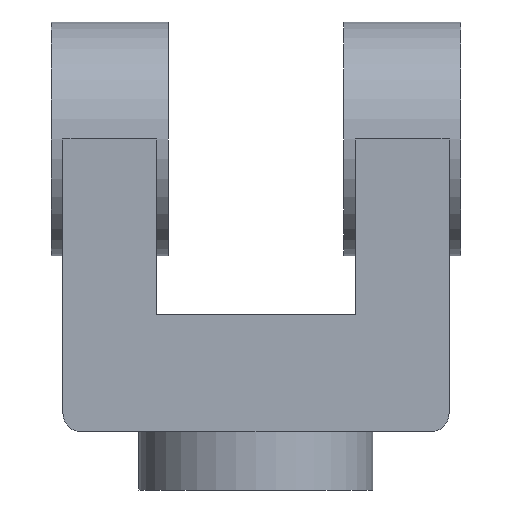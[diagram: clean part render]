
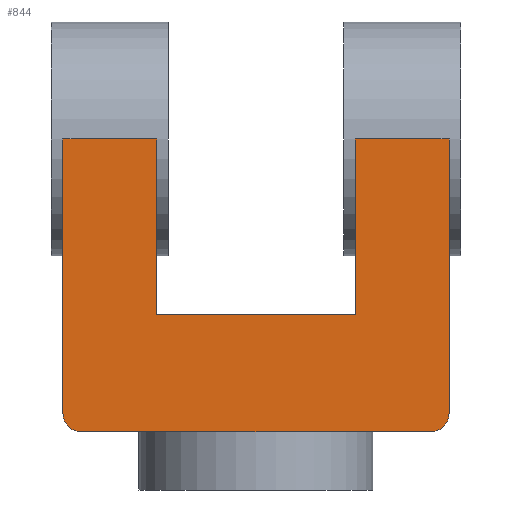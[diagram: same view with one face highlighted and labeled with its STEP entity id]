
A CAD part, front view. The second image highlights one B-rep face of the part: STEP entity #844.
In plain terms, the highlighted planar face has unit normal (0, -1, 0).
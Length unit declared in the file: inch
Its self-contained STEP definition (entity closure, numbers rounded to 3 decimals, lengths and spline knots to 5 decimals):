
#15 = CARTESIAN_POINT ( 'NONE',  ( 0.425, -0.5, 1.5 ) ) ;
#18 = PLANE ( 'NONE',  #1173 ) ;
#22 = VERTEX_POINT ( 'NONE', #946 ) ;
#41 = EDGE_CURVE ( 'NONE', #22, #1413, #1042, .T. ) ;
#53 = CARTESIAN_POINT ( 'NONE',  ( 0., -0.5, 0.25 ) ) ;
#55 = LINE ( 'NONE', #1215, #1451 ) ;
#65 = VERTEX_POINT ( 'NONE', #372 ) ;
#85 = ORIENTED_EDGE ( 'NONE', *, *, #693, .T. ) ;
#86 = CARTESIAN_POINT ( 'NONE',  ( -0.425, -0.5, 1.5 ) ) ;
#93 = CARTESIAN_POINT ( 'NONE',  ( -0.825, -0.5, 1.5 ) ) ;
#126 = EDGE_CURVE ( 'NONE', #1413, #65, #494, .T. ) ;
#132 = CIRCLE ( 'NONE', #831, 0.075 ) ;
#147 = VECTOR ( 'NONE', #1446, 39.37008 ) ;
#216 = CARTESIAN_POINT ( 'NONE',  ( -0.825, -0.5, 0.325 ) ) ;
#219 = EDGE_CURVE ( 'NONE', #302, #65, #55, .T. ) ;
#250 = ORIENTED_EDGE ( 'NONE', *, *, #377, .T. ) ;
#277 = AXIS2_PLACEMENT_3D ( 'NONE', #1111, #881, #764 ) ;
#296 = EDGE_CURVE ( 'NONE', #302, #665, #1143, .T. ) ;
#302 = VERTEX_POINT ( 'NONE', #511 ) ;
#372 = CARTESIAN_POINT ( 'NONE',  ( 0.425, -0.5, 1.5 ) ) ;
#375 = ORIENTED_EDGE ( 'NONE', *, *, #126, .F. ) ;
#377 = EDGE_CURVE ( 'NONE', #1186, #665, #638, .T. ) ;
#378 = VERTEX_POINT ( 'NONE', #1320 ) ;
#401 = DIRECTION ( 'NONE',  ( 0., 1., 0. ) ) ;
#412 = DIRECTION ( 'NONE',  ( 1., 0., 0. ) ) ;
#458 = LINE ( 'NONE', #86, #147 ) ;
#463 = CARTESIAN_POINT ( 'NONE',  ( -0.75, -0.5, 0.325 ) ) ;
#483 = ORIENTED_EDGE ( 'NONE', *, *, #607, .F. ) ;
#486 = CARTESIAN_POINT ( 'NONE',  ( -0.375, -0.5, 0.75 ) ) ;
#491 = VECTOR ( 'NONE', #1228, 39.37008 ) ;
#493 = EDGE_CURVE ( 'NONE', #378, #857, #962, .T. ) ;
#494 = LINE ( 'NONE', #15, #606 ) ;
#511 = CARTESIAN_POINT ( 'NONE',  ( 0.825, -0.5, 1.5 ) ) ;
#513 = LINE ( 'NONE', #650, #679 ) ;
#521 = VERTEX_POINT ( 'NONE', #53 ) ;
#530 = EDGE_CURVE ( 'NONE', #1186, #521, #513, .T. ) ;
#559 = ORIENTED_EDGE ( 'NONE', *, *, #530, .F. ) ;
#581 = DIRECTION ( 'NONE',  ( 0., 0., 1. ) ) ;
#590 = LINE ( 'NONE', #93, #1259 ) ;
#606 = VECTOR ( 'NONE', #684, 39.37008 ) ;
#607 = EDGE_CURVE ( 'NONE', #521, #1216, #1426, .T. ) ;
#626 = CARTESIAN_POINT ( 'NONE',  ( 0.825, -0.5, 1.5 ) ) ;
#636 = DIRECTION ( 'NONE',  ( 0., 0., -1. ) ) ;
#638 = CIRCLE ( 'NONE', #277, 0.075 ) ;
#650 = CARTESIAN_POINT ( 'NONE',  ( 0.875, -0.5, 0.25 ) ) ;
#665 = VERTEX_POINT ( 'NONE', #1141 ) ;
#670 = ORIENTED_EDGE ( 'NONE', *, *, #1016, .T. ) ;
#679 = VECTOR ( 'NONE', #1112, 39.37008 ) ;
#684 = DIRECTION ( 'NONE',  ( 0., 0., 1. ) ) ;
#693 = EDGE_CURVE ( 'NONE', #1379, #1216, #132, .T. ) ;
#699 = CARTESIAN_POINT ( 'NONE',  ( 0.425, -0.5, 0.75 ) ) ;
#732 = EDGE_LOOP ( 'NONE', ( #1377, #85, #483, #559, #250, #949, #1165, #375, #1438, #670, #1308 ) ) ;
#756 = EDGE_CURVE ( 'NONE', #857, #1379, #590, .T. ) ;
#764 = DIRECTION ( 'NONE',  ( 0., 0., 1. ) ) ;
#800 = DIRECTION ( 'NONE',  ( -1., 0., 0. ) ) ;
#831 = AXIS2_PLACEMENT_3D ( 'NONE', #463, #1256, #581 ) ;
#842 = FACE_OUTER_BOUND ( 'NONE', #732, .T. ) ;
#844 = ADVANCED_FACE ( 'NONE', ( #842 ), #18, .F. ) ;
#857 = VERTEX_POINT ( 'NONE', #863 ) ;
#863 = CARTESIAN_POINT ( 'NONE',  ( -0.825, -0.5, 1.5 ) ) ;
#881 = DIRECTION ( 'NONE',  ( 0., -1., 0. ) ) ;
#890 = CARTESIAN_POINT ( 'NONE',  ( 0.875, -0.5, 0.25 ) ) ;
#896 = CARTESIAN_POINT ( 'NONE',  ( 0.75, -0.5, 0.25 ) ) ;
#946 = CARTESIAN_POINT ( 'NONE',  ( -0.425, -0.5, 0.75 ) ) ;
#949 = ORIENTED_EDGE ( 'NONE', *, *, #296, .F. ) ;
#962 = LINE ( 'NONE', #1307, #1429 ) ;
#1016 = EDGE_CURVE ( 'NONE', #22, #378, #458, .T. ) ;
#1042 = LINE ( 'NONE', #486, #1337 ) ;
#1084 = CARTESIAN_POINT ( 'NONE',  ( 0.875, -0.5, 1.5 ) ) ;
#1111 = CARTESIAN_POINT ( 'NONE',  ( 0.75, -0.5, 0.325 ) ) ;
#1112 = DIRECTION ( 'NONE',  ( -1., 0., 0. ) ) ;
#1141 = CARTESIAN_POINT ( 'NONE',  ( 0.825, -0.5, 0.325 ) ) ;
#1143 = LINE ( 'NONE', #626, #1274 ) ;
#1165 = ORIENTED_EDGE ( 'NONE', *, *, #219, .T. ) ;
#1173 = AXIS2_PLACEMENT_3D ( 'NONE', #1084, #401, #1184 ) ;
#1184 = DIRECTION ( 'NONE',  ( 0., 0., 1. ) ) ;
#1186 = VERTEX_POINT ( 'NONE', #896 ) ;
#1202 = DIRECTION ( 'NONE',  ( -1., 0., 0. ) ) ;
#1215 = CARTESIAN_POINT ( 'NONE',  ( 0.875, -0.5, 1.5 ) ) ;
#1216 = VERTEX_POINT ( 'NONE', #1431 ) ;
#1228 = DIRECTION ( 'NONE',  ( -1., 0., 0. ) ) ;
#1256 = DIRECTION ( 'NONE',  ( 0., -1., 0. ) ) ;
#1259 = VECTOR ( 'NONE', #1286, 39.37008 ) ;
#1274 = VECTOR ( 'NONE', #636, 39.37008 ) ;
#1286 = DIRECTION ( 'NONE',  ( 0., 0., -1. ) ) ;
#1307 = CARTESIAN_POINT ( 'NONE',  ( 0.875, -0.5, 1.5 ) ) ;
#1308 = ORIENTED_EDGE ( 'NONE', *, *, #493, .T. ) ;
#1320 = CARTESIAN_POINT ( 'NONE',  ( -0.425, -0.5, 1.5 ) ) ;
#1337 = VECTOR ( 'NONE', #412, 39.37008 ) ;
#1377 = ORIENTED_EDGE ( 'NONE', *, *, #756, .T. ) ;
#1379 = VERTEX_POINT ( 'NONE', #216 ) ;
#1413 = VERTEX_POINT ( 'NONE', #699 ) ;
#1426 = LINE ( 'NONE', #890, #491 ) ;
#1429 = VECTOR ( 'NONE', #1202, 39.37008 ) ;
#1431 = CARTESIAN_POINT ( 'NONE',  ( -0.75, -0.5, 0.25 ) ) ;
#1438 = ORIENTED_EDGE ( 'NONE', *, *, #41, .F. ) ;
#1446 = DIRECTION ( 'NONE',  ( 0., 0., 1. ) ) ;
#1451 = VECTOR ( 'NONE', #800, 39.37008 ) ;
